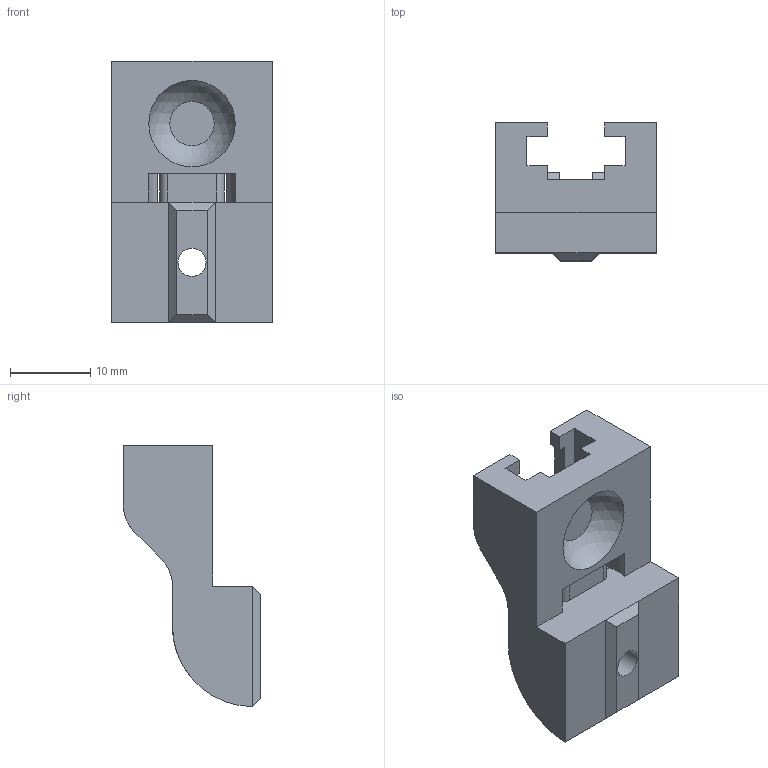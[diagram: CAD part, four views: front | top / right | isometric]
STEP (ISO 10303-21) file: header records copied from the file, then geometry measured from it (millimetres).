
FILE_DESCRIPTION(/* description */ (''),/* implementation_level */ '2;1');
FILE_NAME(/* name */ 'AB_Connector_Plug_V2_Microfit.stp',/* time_stamp */ '2021-07-28T15:30:07+02:00',/* author */ ('Rama'),/* organization */ (''),/* preprocessor_version */ 'ST-DEVELOPER v18.1',/* originating_system */ 'Autodesk Inventor 2021',/* authorisation */ '');
FILE_SCHEMA (('AUTOMOTIVE_DESIGN { 1 0 10303 214 3 1 1 }'));
Length unit declared in the file: millimetre
Products named in the file (2): AB_Connector_Plug_V2_Microfit_Preview.ipt; AB_Connector_Left
Assembly tree (1 placements, depth 2):
  AB_Connector_Plug_V2_Microfit_Preview.ipt
    AB_Connector_Left
Bounding box: 20 x 17.15 x 32.5 mm (x, y, z)
Volume: 4403.5 mm3; surface area: 2837.5 mm2
Topology: 1 solids, 1 shells, 69 faces, 206 edges, 137 vertices
Faces by surface type: plane 49, cylinder 19, sphere 1
Full cylindrical faces by diameter (mm): 3.5 x1, 6 x1
Entity records: 2437 total; most frequent: CARTESIAN_POINT 466, ORIENTED_EDGE 412, DIRECTION 391, EDGE_CURVE 206, LINE 153, VECTOR 153, VERTEX_POINT 137, AXIS2_PLACEMENT_3D 119
